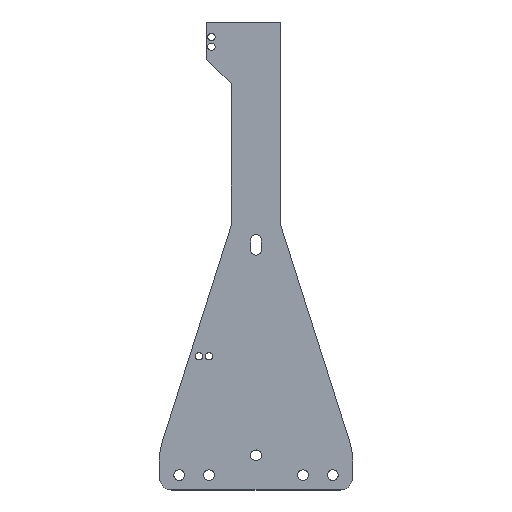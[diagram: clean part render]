
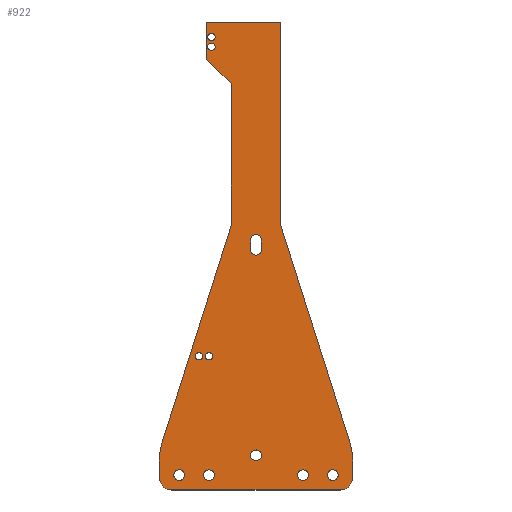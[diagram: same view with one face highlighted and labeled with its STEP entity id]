
A CAD part, top view. The second image highlights one B-rep face of the part: STEP entity #922.
In plain terms, the highlighted planar face has unit normal (0, 0, 1).
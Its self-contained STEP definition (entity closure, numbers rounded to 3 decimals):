
#24 = VERTEX_POINT('',#25);
#25 = CARTESIAN_POINT('',(-39.,-9.,5.));
#31 = EDGE_CURVE('',#24,#32,#34,.T.);
#32 = VERTEX_POINT('',#33);
#33 = CARTESIAN_POINT('',(-34.,-14.,5.));
#34 = CIRCLE('',#35,5.);
#35 = AXIS2_PLACEMENT_3D('',#36,#37,#38);
#36 = CARTESIAN_POINT('',(-34.,-9.,5.));
#37 = DIRECTION('',(0.,0.,1.));
#38 = DIRECTION('',(1.,0.,0.));
#64 = EDGE_CURVE('',#32,#65,#67,.T.);
#65 = VERTEX_POINT('',#66);
#66 = CARTESIAN_POINT('',(34.,-14.,5.));
#67 = LINE('',#68,#69);
#68 = CARTESIAN_POINT('',(-34.,-14.,5.));
#69 = VECTOR('',#70,1.);
#70 = DIRECTION('',(1.,0.,0.));
#95 = EDGE_CURVE('',#65,#96,#98,.T.);
#96 = VERTEX_POINT('',#97);
#97 = CARTESIAN_POINT('',(39.,-9.,5.));
#98 = CIRCLE('',#99,5.);
#99 = AXIS2_PLACEMENT_3D('',#100,#101,#102);
#100 = CARTESIAN_POINT('',(34.,-9.,5.));
#101 = DIRECTION('',(0.,0.,1.));
#102 = DIRECTION('',(1.,0.,0.));
#128 = EDGE_CURVE('',#96,#129,#131,.T.);
#129 = VERTEX_POINT('',#130);
#130 = CARTESIAN_POINT('',(39.,-1.887,5.));
#131 = LINE('',#132,#133);
#132 = CARTESIAN_POINT('',(39.,-9.,5.));
#133 = VECTOR('',#134,1.);
#134 = DIRECTION('',(0.,1.,0.));
#159 = EDGE_CURVE('',#129,#160,#162,.T.);
#160 = VERTEX_POINT('',#161);
#161 = CARTESIAN_POINT('',(37.82,5.704,5.));
#162 = CIRCLE('',#163,25.);
#163 = AXIS2_PLACEMENT_3D('',#164,#165,#166);
#164 = CARTESIAN_POINT('',(14.,-1.887,5.));
#165 = DIRECTION('',(0.,0.,1.));
#166 = DIRECTION('',(1.,0.,0.));
#194 = VERTEX_POINT('',#195);
#195 = CARTESIAN_POINT('',(10.,93.,5.));
#201 = EDGE_CURVE('',#194,#160,#202,.T.);
#202 = LINE('',#203,#204);
#203 = CARTESIAN_POINT('',(10.,93.,5.));
#204 = VECTOR('',#205,1.);
#205 = DIRECTION('',(0.304,-0.953,0.));
#223 = EDGE_CURVE('',#194,#224,#226,.T.);
#224 = VERTEX_POINT('',#225);
#225 = CARTESIAN_POINT('',(10.,175.,5.));
#226 = LINE('',#227,#228);
#227 = CARTESIAN_POINT('',(10.,93.,5.));
#228 = VECTOR('',#229,1.);
#229 = DIRECTION('',(0.,1.,0.));
#254 = EDGE_CURVE('',#24,#255,#257,.T.);
#255 = VERTEX_POINT('',#256);
#256 = CARTESIAN_POINT('',(-39.,-1.887,5.));
#257 = LINE('',#258,#259);
#258 = CARTESIAN_POINT('',(-39.,-9.,5.));
#259 = VECTOR('',#260,1.);
#260 = DIRECTION('',(0.,1.,0.));
#287 = VERTEX_POINT('',#288);
#288 = CARTESIAN_POINT('',(-20.,175.,5.));
#294 = EDGE_CURVE('',#287,#295,#297,.T.);
#295 = VERTEX_POINT('',#296);
#296 = CARTESIAN_POINT('',(-20.,160.,5.));
#297 = LINE('',#298,#299);
#298 = CARTESIAN_POINT('',(-20.,175.,5.));
#299 = VECTOR('',#300,1.);
#300 = DIRECTION('',(0.,-1.,0.));
#325 = EDGE_CURVE('',#295,#326,#328,.T.);
#326 = VERTEX_POINT('',#327);
#327 = CARTESIAN_POINT('',(-10.,150.,5.));
#328 = LINE('',#329,#330);
#329 = CARTESIAN_POINT('',(-20.,160.,5.));
#330 = VECTOR('',#331,1.);
#331 = DIRECTION('',(0.707,-0.707,0.));
#358 = VERTEX_POINT('',#359);
#359 = CARTESIAN_POINT('',(-10.,93.,5.));
#365 = EDGE_CURVE('',#358,#326,#366,.T.);
#366 = LINE('',#367,#368);
#367 = CARTESIAN_POINT('',(-10.,93.,5.));
#368 = VECTOR('',#369,1.);
#369 = DIRECTION('',(0.,1.,0.));
#389 = VERTEX_POINT('',#390);
#390 = CARTESIAN_POINT('',(-37.82,5.704,5.));
#396 = EDGE_CURVE('',#389,#358,#397,.T.);
#397 = LINE('',#398,#399);
#398 = CARTESIAN_POINT('',(-37.82,5.704,5.));
#399 = VECTOR('',#400,1.);
#400 = DIRECTION('',(0.304,0.953,0.));
#418 = EDGE_CURVE('',#389,#255,#419,.T.);
#419 = CIRCLE('',#420,25.);
#420 = AXIS2_PLACEMENT_3D('',#421,#422,#423);
#421 = CARTESIAN_POINT('',(-14.,-1.887,5.));
#422 = DIRECTION('',(0.,0.,1.));
#423 = DIRECTION('',(1.,0.,0.));
#604 = VERTEX_POINT('',#605);
#605 = CARTESIAN_POINT('',(2.175,87.,5.));
#611 = EDGE_CURVE('',#604,#612,#614,.T.);
#612 = VERTEX_POINT('',#613);
#613 = CARTESIAN_POINT('',(-2.175,87.,5.));
#614 = CIRCLE('',#615,2.175);
#615 = AXIS2_PLACEMENT_3D('',#616,#617,#618);
#616 = CARTESIAN_POINT('',(0.,87.,5.));
#617 = DIRECTION('',(0.,0.,1.));
#618 = DIRECTION('',(1.,0.,0.));
#636 = EDGE_CURVE('',#612,#637,#639,.T.);
#637 = VERTEX_POINT('',#638);
#638 = CARTESIAN_POINT('',(-2.175,83.,5.));
#639 = LINE('',#640,#641);
#640 = CARTESIAN_POINT('',(-2.175,87.,5.));
#641 = VECTOR('',#642,1.);
#642 = DIRECTION('',(0.,-1.,0.));
#660 = EDGE_CURVE('',#637,#661,#663,.T.);
#661 = VERTEX_POINT('',#662);
#662 = CARTESIAN_POINT('',(2.175,83.,5.));
#663 = CIRCLE('',#664,2.175);
#664 = AXIS2_PLACEMENT_3D('',#665,#666,#667);
#665 = CARTESIAN_POINT('',(0.,83.,5.));
#666 = DIRECTION('',(0.,0.,1.));
#667 = DIRECTION('',(1.,0.,0.));
#685 = EDGE_CURVE('',#661,#604,#686,.T.);
#686 = LINE('',#687,#688);
#687 = CARTESIAN_POINT('',(2.175,83.,5.));
#688 = VECTOR('',#689,1.);
#689 = DIRECTION('',(0.,1.,0.));
#702 = VERTEX_POINT('',#703);
#703 = CARTESIAN_POINT('',(-28.825,-8.,5.));
#709 = EDGE_CURVE('',#702,#702,#710,.T.);
#710 = CIRCLE('',#711,2.175);
#711 = AXIS2_PLACEMENT_3D('',#712,#713,#714);
#712 = CARTESIAN_POINT('',(-31.,-8.,5.));
#713 = DIRECTION('',(0.,0.,1.));
#714 = DIRECTION('',(1.,0.,0.));
#727 = VERTEX_POINT('',#728);
#728 = CARTESIAN_POINT('',(-16.825,-8.,5.));
#734 = EDGE_CURVE('',#727,#727,#735,.T.);
#735 = CIRCLE('',#736,2.175);
#736 = AXIS2_PLACEMENT_3D('',#737,#738,#739);
#737 = CARTESIAN_POINT('',(-19.,-8.,5.));
#738 = DIRECTION('',(0.,0.,1.));
#739 = DIRECTION('',(1.,0.,0.));
#752 = VERTEX_POINT('',#753);
#753 = CARTESIAN_POINT('',(21.175,-8.,5.));
#759 = EDGE_CURVE('',#752,#752,#760,.T.);
#760 = CIRCLE('',#761,2.175);
#761 = AXIS2_PLACEMENT_3D('',#762,#763,#764);
#762 = CARTESIAN_POINT('',(19.,-8.,5.));
#763 = DIRECTION('',(0.,0.,1.));
#764 = DIRECTION('',(1.,0.,0.));
#777 = VERTEX_POINT('',#778);
#778 = CARTESIAN_POINT('',(2.175,0.,5.));
#784 = EDGE_CURVE('',#777,#777,#785,.T.);
#785 = CIRCLE('',#786,2.175);
#786 = AXIS2_PLACEMENT_3D('',#787,#788,#789);
#787 = CARTESIAN_POINT('',(0.,0.,5.));
#788 = DIRECTION('',(0.,0.,1.));
#789 = DIRECTION('',(1.,0.,0.));
#802 = VERTEX_POINT('',#803);
#803 = CARTESIAN_POINT('',(33.175,-8.,5.));
#809 = EDGE_CURVE('',#802,#802,#810,.T.);
#810 = CIRCLE('',#811,2.175);
#811 = AXIS2_PLACEMENT_3D('',#812,#813,#814);
#812 = CARTESIAN_POINT('',(31.,-8.,5.));
#813 = DIRECTION('',(0.,0.,1.));
#814 = DIRECTION('',(1.,0.,0.));
#827 = VERTEX_POINT('',#828);
#828 = CARTESIAN_POINT('',(-21.5,40.,5.));
#834 = EDGE_CURVE('',#827,#827,#835,.T.);
#835 = CIRCLE('',#836,1.5);
#836 = AXIS2_PLACEMENT_3D('',#837,#838,#839);
#837 = CARTESIAN_POINT('',(-23.,40.,5.));
#838 = DIRECTION('',(0.,0.,1.));
#839 = DIRECTION('',(1.,0.,0.));
#852 = VERTEX_POINT('',#853);
#853 = CARTESIAN_POINT('',(-17.5,40.,5.));
#859 = EDGE_CURVE('',#852,#852,#860,.T.);
#860 = CIRCLE('',#861,1.5);
#861 = AXIS2_PLACEMENT_3D('',#862,#863,#864);
#862 = CARTESIAN_POINT('',(-19.,40.,5.));
#863 = DIRECTION('',(0.,0.,1.));
#864 = DIRECTION('',(1.,0.,0.));
#877 = VERTEX_POINT('',#878);
#878 = CARTESIAN_POINT('',(-16.5,169.,5.));
#884 = EDGE_CURVE('',#877,#877,#885,.T.);
#885 = CIRCLE('',#886,1.5);
#886 = AXIS2_PLACEMENT_3D('',#887,#888,#889);
#887 = CARTESIAN_POINT('',(-18.,169.,5.));
#888 = DIRECTION('',(0.,0.,1.));
#889 = DIRECTION('',(1.,0.,0.));
#902 = VERTEX_POINT('',#903);
#903 = CARTESIAN_POINT('',(-16.5,165.,5.));
#909 = EDGE_CURVE('',#902,#902,#910,.T.);
#910 = CIRCLE('',#911,1.5);
#911 = AXIS2_PLACEMENT_3D('',#912,#913,#914);
#912 = CARTESIAN_POINT('',(-18.,165.,5.));
#913 = DIRECTION('',(0.,0.,1.));
#914 = DIRECTION('',(1.,0.,0.));
#922 = ADVANCED_FACE('',(#923,#944,#950,#953,#956,#959,#962,#965,#968,
    #971,#974),#977,.T.);
#923 = FACE_BOUND('',#924,.T.);
#924 = EDGE_LOOP('',(#925,#926,#927,#928,#929,#930,#931,#932,#938,#939,
    #940,#941,#942,#943));
#925 = ORIENTED_EDGE('',*,*,#31,.T.);
#926 = ORIENTED_EDGE('',*,*,#64,.T.);
#927 = ORIENTED_EDGE('',*,*,#95,.T.);
#928 = ORIENTED_EDGE('',*,*,#128,.T.);
#929 = ORIENTED_EDGE('',*,*,#159,.T.);
#930 = ORIENTED_EDGE('',*,*,#201,.F.);
#931 = ORIENTED_EDGE('',*,*,#223,.T.);
#932 = ORIENTED_EDGE('',*,*,#933,.F.);
#933 = EDGE_CURVE('',#287,#224,#934,.T.);
#934 = LINE('',#935,#936);
#935 = CARTESIAN_POINT('',(-10.,175.,5.));
#936 = VECTOR('',#937,1.);
#937 = DIRECTION('',(1.,0.,0.));
#938 = ORIENTED_EDGE('',*,*,#294,.T.);
#939 = ORIENTED_EDGE('',*,*,#325,.T.);
#940 = ORIENTED_EDGE('',*,*,#365,.F.);
#941 = ORIENTED_EDGE('',*,*,#396,.F.);
#942 = ORIENTED_EDGE('',*,*,#418,.T.);
#943 = ORIENTED_EDGE('',*,*,#254,.F.);
#944 = FACE_BOUND('',#945,.F.);
#945 = EDGE_LOOP('',(#946,#947,#948,#949));
#946 = ORIENTED_EDGE('',*,*,#611,.T.);
#947 = ORIENTED_EDGE('',*,*,#636,.T.);
#948 = ORIENTED_EDGE('',*,*,#660,.T.);
#949 = ORIENTED_EDGE('',*,*,#685,.T.);
#950 = FACE_BOUND('',#951,.F.);
#951 = EDGE_LOOP('',(#952));
#952 = ORIENTED_EDGE('',*,*,#709,.T.);
#953 = FACE_BOUND('',#954,.F.);
#954 = EDGE_LOOP('',(#955));
#955 = ORIENTED_EDGE('',*,*,#734,.T.);
#956 = FACE_BOUND('',#957,.F.);
#957 = EDGE_LOOP('',(#958));
#958 = ORIENTED_EDGE('',*,*,#759,.T.);
#959 = FACE_BOUND('',#960,.F.);
#960 = EDGE_LOOP('',(#961));
#961 = ORIENTED_EDGE('',*,*,#784,.T.);
#962 = FACE_BOUND('',#963,.F.);
#963 = EDGE_LOOP('',(#964));
#964 = ORIENTED_EDGE('',*,*,#809,.T.);
#965 = FACE_BOUND('',#966,.F.);
#966 = EDGE_LOOP('',(#967));
#967 = ORIENTED_EDGE('',*,*,#834,.T.);
#968 = FACE_BOUND('',#969,.F.);
#969 = EDGE_LOOP('',(#970));
#970 = ORIENTED_EDGE('',*,*,#859,.T.);
#971 = FACE_BOUND('',#972,.F.);
#972 = EDGE_LOOP('',(#973));
#973 = ORIENTED_EDGE('',*,*,#884,.T.);
#974 = FACE_BOUND('',#975,.F.);
#975 = EDGE_LOOP('',(#976));
#976 = ORIENTED_EDGE('',*,*,#909,.T.);
#977 = PLANE('',#978);
#978 = AXIS2_PLACEMENT_3D('',#979,#980,#981);
#979 = CARTESIAN_POINT('',(-1.691,66.93,5.));
#980 = DIRECTION('',(0.,0.,1.));
#981 = DIRECTION('',(1.,0.,0.));
